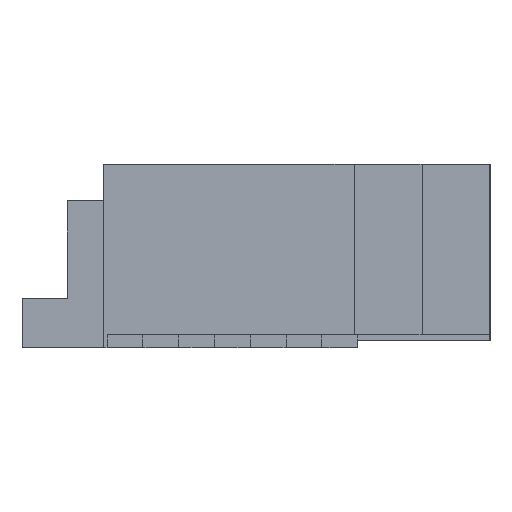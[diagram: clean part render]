
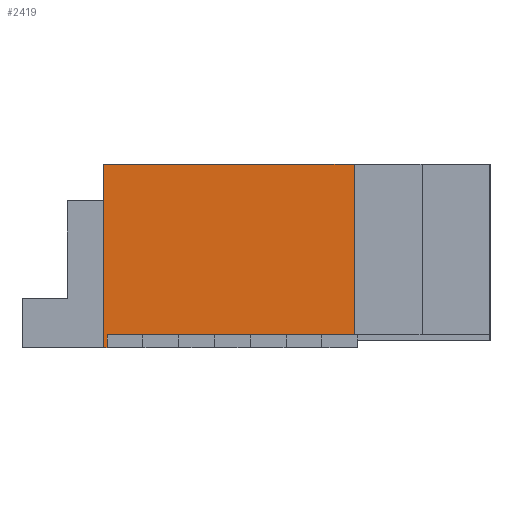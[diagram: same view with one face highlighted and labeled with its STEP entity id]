
A CAD part, left-side view. The second image highlights one B-rep face of the part: STEP entity #2419.
In plain terms, the highlighted planar face has unit normal (-1, 0, 0).
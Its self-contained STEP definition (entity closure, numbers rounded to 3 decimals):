
#40 = VERTEX_POINT('',#41);
#41 = CARTESIAN_POINT('',(-15.435,0.8,2.56));
#47 = EDGE_CURVE('',#48,#40,#50,.T.);
#48 = VERTEX_POINT('',#49);
#49 = CARTESIAN_POINT('',(-15.435,0.8,0.));
#50 = LINE('',#51,#52);
#51 = CARTESIAN_POINT('',(-15.435,0.8,0.));
#52 = VECTOR('',#53,1.);
#53 = DIRECTION('',(0.,0.,1.));
#985 = VERTEX_POINT('',#986);
#986 = CARTESIAN_POINT('',(-15.435,0.75,0.));
#992 = EDGE_CURVE('',#48,#985,#993,.T.);
#993 = LINE('',#994,#995);
#994 = CARTESIAN_POINT('',(-15.435,0.8,0.));
#995 = VECTOR('',#996,1.);
#996 = DIRECTION('',(0.,-1.,0.));
#2419 = ADVANCED_FACE('',(#2420),#2454,.F.);
#2420 = FACE_BOUND('',#2421,.F.);
#2421 = EDGE_LOOP('',(#2422,#2423,#2424,#2432,#2440,#2448));
#2422 = ORIENTED_EDGE('',*,*,#992,.F.);
#2423 = ORIENTED_EDGE('',*,*,#47,.T.);
#2424 = ORIENTED_EDGE('',*,*,#2425,.T.);
#2425 = EDGE_CURVE('',#40,#2426,#2428,.T.);
#2426 = VERTEX_POINT('',#2427);
#2427 = CARTESIAN_POINT('',(-15.435,-2.7,2.56));
#2428 = LINE('',#2429,#2430);
#2429 = CARTESIAN_POINT('',(-15.435,0.8,2.56));
#2430 = VECTOR('',#2431,1.);
#2431 = DIRECTION('',(0.,-1.,0.));
#2432 = ORIENTED_EDGE('',*,*,#2433,.F.);
#2433 = EDGE_CURVE('',#2434,#2426,#2436,.T.);
#2434 = VERTEX_POINT('',#2435);
#2435 = CARTESIAN_POINT('',(-15.435,-2.7,0.18));
#2436 = LINE('',#2437,#2438);
#2437 = CARTESIAN_POINT('',(-15.435,-2.7,0.));
#2438 = VECTOR('',#2439,1.);
#2439 = DIRECTION('',(0.,0.,1.));
#2440 = ORIENTED_EDGE('',*,*,#2441,.F.);
#2441 = EDGE_CURVE('',#2442,#2434,#2444,.T.);
#2442 = VERTEX_POINT('',#2443);
#2443 = CARTESIAN_POINT('',(-15.435,0.75,0.18));
#2444 = LINE('',#2445,#2446);
#2445 = CARTESIAN_POINT('',(-15.435,-0.1,0.18));
#2446 = VECTOR('',#2447,1.);
#2447 = DIRECTION('',(0.,-1.,0.));
#2448 = ORIENTED_EDGE('',*,*,#2449,.T.);
#2449 = EDGE_CURVE('',#2442,#985,#2450,.T.);
#2450 = LINE('',#2451,#2452);
#2451 = CARTESIAN_POINT('',(-15.435,0.75,0.));
#2452 = VECTOR('',#2453,1.);
#2453 = DIRECTION('',(-0.,0.,-1.));
#2454 = PLANE('',#2455);
#2455 = AXIS2_PLACEMENT_3D('',#2456,#2457,#2458);
#2456 = CARTESIAN_POINT('',(-15.435,0.8,0.));
#2457 = DIRECTION('',(1.,0.,0.));
#2458 = DIRECTION('',(0.,-1.,0.));
